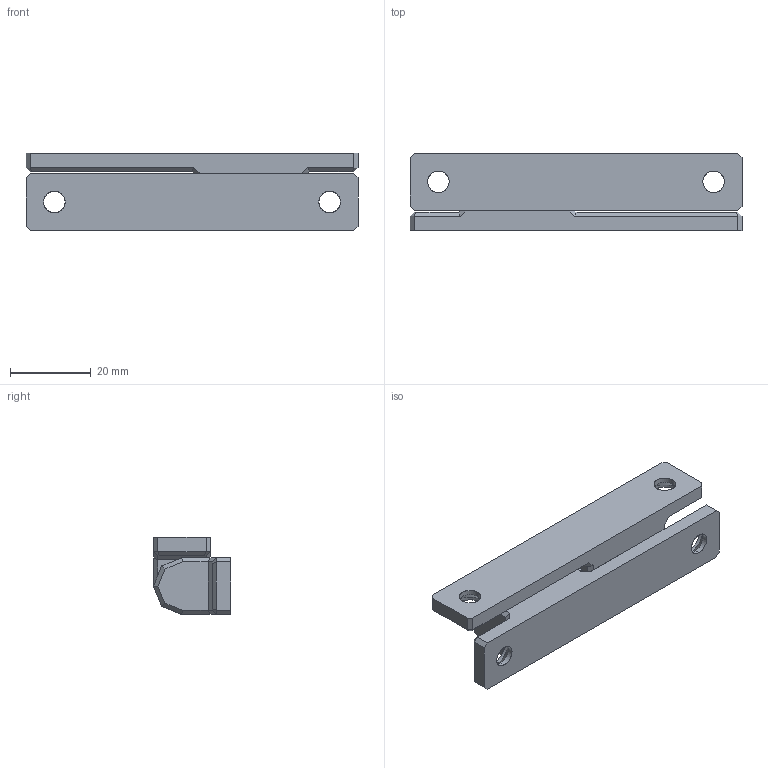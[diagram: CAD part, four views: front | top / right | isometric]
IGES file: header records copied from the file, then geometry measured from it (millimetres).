
Start section: SolidWorks IGES file using analytic representation for surfaces
Global section: file name: KH-1062-1.IGS; native system: SolidWorks 2011; preprocessor: SolidWorks 2011; author: KJR06; date: 211028.105411; units: millimetre
Bounding box: 82 x 19.04 x 19.04 mm (x, y, z)
Surface area: 10555.9 mm2 (no closed solid volume)
Topology: 0 solids, 0 shells, 138 faces, 1154 edges, 1152 vertices
Faces by surface type: bspline 98, revolution 40
